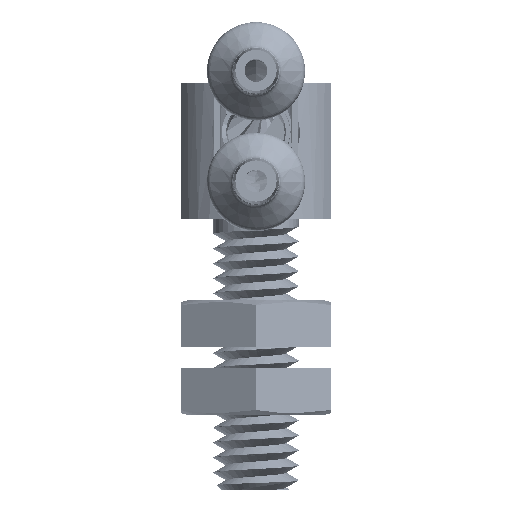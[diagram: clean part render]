
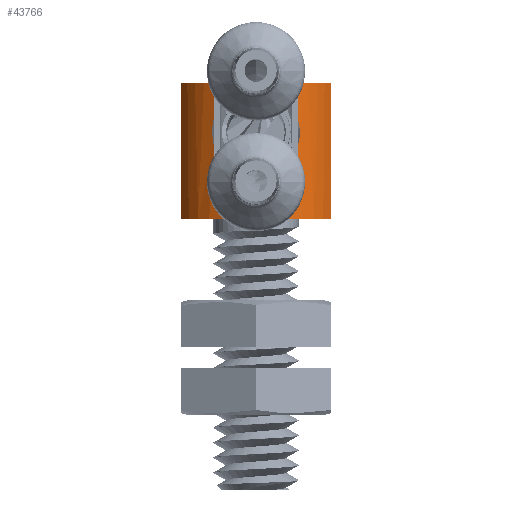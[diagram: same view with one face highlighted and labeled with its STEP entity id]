
A CAD part, top view. The second image highlights one B-rep face of the part: STEP entity #43766.
In plain terms, the highlighted cylindrical face has radius 3.937 mm (diameter 7.874 mm), a partial arc.
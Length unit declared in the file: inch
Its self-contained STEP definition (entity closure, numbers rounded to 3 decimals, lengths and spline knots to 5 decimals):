
#39483=CARTESIAN_POINT('',(0.,0.,0.));
#39484=DIRECTION('',(1.,0.,0.));
#39485=DIRECTION('',(0.,0.864,0.503));
#39486=AXIS2_PLACEMENT_3D('',#39483,#39484,#39485);
#39501=CARTESIAN_POINT('',(0.,0.,0.));
#39502=DIRECTION('',(1.,0.,0.));
#39503=DIRECTION('',(0.,0.455,-0.89));
#39504=AXIS2_PLACEMENT_3D('',#39501,#39502,#39503);
#41513=DIRECTION('',(-1.,0.,0.));
#41514=VECTOR('',#41513,0.098);
#41515=CARTESIAN_POINT('',(0.098,0.13394,0.078));
#41516=LINE('',#41515,#41514);
#41517=CARTESIAN_POINT('',(0.098,0.13394,-0.078));
#41518=CARTESIAN_POINT('',(0.10221,0.13394,-0.078));
#41519=CARTESIAN_POINT('',(0.11067,0.13433,
-0.07734));
#41520=CARTESIAN_POINT('',(0.12397,0.13624,
-0.07398));
#41521=CARTESIAN_POINT('',(0.13651,0.13921,
-0.06831));
#41522=CARTESIAN_POINT('',(0.14816,0.14291,
-0.06029));
#41523=CARTESIAN_POINT('',(0.15809,0.14673,
-0.05039));
#41524=CARTESIAN_POINT('',(0.16619,0.15026,
-0.03872));
#41525=CARTESIAN_POINT('',(0.17189,0.15296,
-0.0262));
#41526=CARTESIAN_POINT('',(0.17528,0.15464,
-0.01306));
#41527=CARTESIAN_POINT('',(0.17636,0.15518,
0.00002));
#41528=CARTESIAN_POINT('',(0.17528,0.15464,
0.01308));
#41529=CARTESIAN_POINT('',(0.17188,0.15295,
0.02622));
#41530=CARTESIAN_POINT('',(0.16618,0.15026,
0.03873));
#41531=CARTESIAN_POINT('',(0.15808,0.14673,
0.0504));
#41532=CARTESIAN_POINT('',(0.14815,0.1429,
0.0603));
#41533=CARTESIAN_POINT('',(0.13648,0.1392,
0.06832));
#41534=CARTESIAN_POINT('',(0.12394,0.13623,
0.07399));
#41535=CARTESIAN_POINT('',(0.11064,0.13433,
0.07735));
#41536=CARTESIAN_POINT('',(0.10219,0.13394,0.078));
#41537=CARTESIAN_POINT('',(0.098,0.13394,0.078));
#41539=DIRECTION('',(-1.,0.,0.));
#41540=VECTOR('',#41539,0.098);
#41541=CARTESIAN_POINT('',(0.098,0.13394,-0.078));
#41542=LINE('',#41541,#41540);
#41543=DIRECTION('',(-1.,0.,0.));
#41544=VECTOR('',#41543,0.25);
#41545=CARTESIAN_POINT('',(0.25,0.07058,-0.138));
#41546=LINE('',#41545,#41544);
#41547=CARTESIAN_POINT('',(0.25,0.,0.));
#41548=DIRECTION('',(1.,0.,0.));
#41549=DIRECTION('',(0.,0.455,-0.89));
#41550=AXIS2_PLACEMENT_3D('',#41547,#41548,#41549);
#41552=DIRECTION('',(-1.,0.,0.));
#41553=VECTOR('',#41552,0.25);
#41554=CARTESIAN_POINT('',(0.25,0.07058,0.138));
#41555=LINE('',#41554,#41553);
#41951=CARTESIAN_POINT('',(0.25,0.07058,0.138));
#41953=VERTEX_POINT('',#41951);
#41956=CARTESIAN_POINT('',(0.25,0.07058,-0.138));
#41958=VERTEX_POINT('',#41956);
#41963=CARTESIAN_POINT('',(0.,0.07058,0.138));
#41964=VERTEX_POINT('',#41963);
#41965=CARTESIAN_POINT('',(0.,0.07058,-0.138));
#41966=VERTEX_POINT('',#41965);
#41975=CARTESIAN_POINT('',(0.,0.13394,0.078));
#41976=VERTEX_POINT('',#41975);
#41977=CARTESIAN_POINT('',(0.,0.13394,-0.078));
#41978=VERTEX_POINT('',#41977);
#41979=CARTESIAN_POINT('',(0.098,0.13394,0.078));
#41980=VERTEX_POINT('',#41979);
#41981=VERTEX_POINT('',#41517);
#43751=CARTESIAN_POINT('',(0.7875,0.,0.));
#43752=DIRECTION('',(-1.,0.,0.));
#43753=DIRECTION('',(0.,0.,-1.));
#43754=AXIS2_PLACEMENT_3D('',#43751,#43752,#43753);
#43755=CYLINDRICAL_SURFACE('',#43754,0.155);
#43756=ORIENTED_EDGE('',*,*,#42139,.F.);
#43757=ORIENTED_EDGE('',*,*,#42153,.F.);
#43758=ORIENTED_EDGE('',*,*,#42102,.T.);
#43759=ORIENTED_EDGE('',*,*,#42124,.F.);
#43760=ORIENTED_EDGE('',*,*,#43744,.F.);
#43761=ORIENTED_EDGE('',*,*,#43698,.T.);
#43762=ORIENTED_EDGE('',*,*,#43720,.T.);
#43763=ORIENTED_EDGE('',*,*,#42116,.F.);
#43764=EDGE_LOOP('',(#43756,#43757,#43758,#43759,#43760,#43761,#43762,#43763));
#43765=FACE_OUTER_BOUND('',#43764,.F.);
#43766=ADVANCED_FACE('',(#43765),#43755,.T.);
#39487=CIRCLE('',#39486,0.155);
#39505=CIRCLE('',#39504,0.155);
#41538=B_SPLINE_CURVE_WITH_KNOTS('',3,(#41517,#41518,#41519,#41520,#41521,
#41522,#41523,#41524,#41525,#41526,#41527,#41528,#41529,#41530,#41531,#41532,
#41533,#41534,#41535,#41536,#41537),.UNSPECIFIED.,.F.,.F.,(4,1,1,1,1,1,1,1,1,1,
1,1,1,1,1,1,1,1,4),(0.,0.05556,0.11111,0.16667,
0.22222,0.27778,0.33333,0.38889,
0.44444,0.5,0.55556,0.61111,0.66667,
0.72222,0.77778,0.83333,0.88889,
0.94444,1.),.UNSPECIFIED.);
#41551=CIRCLE('',#41550,0.155);
#42102=EDGE_CURVE('',#41981,#41978,#41542,.T.);
#42116=EDGE_CURVE('',#41976,#41964,#39487,.T.);
#42124=EDGE_CURVE('',#41966,#41978,#39505,.T.);
#42139=EDGE_CURVE('',#41980,#41976,#41516,.T.);
#42153=EDGE_CURVE('',#41981,#41980,#41538,.T.);
#43698=EDGE_CURVE('',#41958,#41953,#41551,.T.);
#43720=EDGE_CURVE('',#41953,#41964,#41555,.T.);
#43744=EDGE_CURVE('',#41958,#41966,#41546,.T.);
